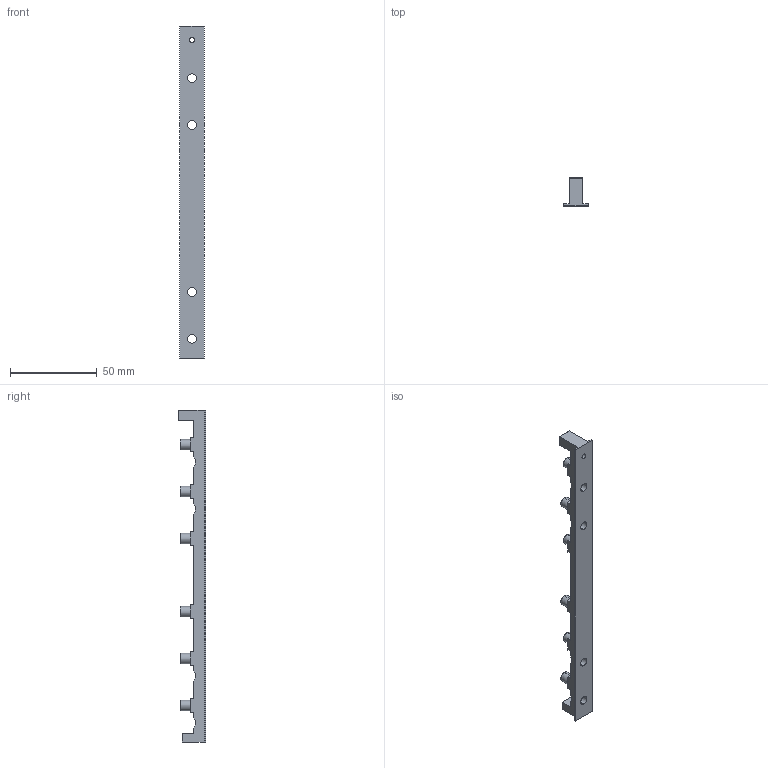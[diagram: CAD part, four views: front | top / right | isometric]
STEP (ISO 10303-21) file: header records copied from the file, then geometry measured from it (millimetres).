
FILE_DESCRIPTION (( 'STEP AP214' ), '1' );
FILE_NAME ('slide_2022_droit.STEP', '2022-11-24T10:12:27', ( '' ), ( '' ), 'SwSTEP 2.0', 'SolidWorks 2021', '' );
FILE_SCHEMA (( 'AUTOMOTIVE_DESIGN' ));
Length unit declared in the file: millimetre
Products named in the file (1): slide_2022_droit
Bounding box: 14 x 16 x 191 mm (x, y, z)
Volume: 12804.2 mm3; surface area: 10679.7 mm2
Topology: 1 solids, 1 shells, 121 faces, 300 edges, 190 vertices
Faces by surface type: plane 63, cylinder 36, cone 22
Entity records: 3734 total; most frequent: CARTESIAN_POINT 732, DIRECTION 638, ORIENTED_EDGE 600, EDGE_CURVE 300, AXIS2_PLACEMENT_3D 224, LINE 190, VERTEX_POINT 190, VECTOR 190
